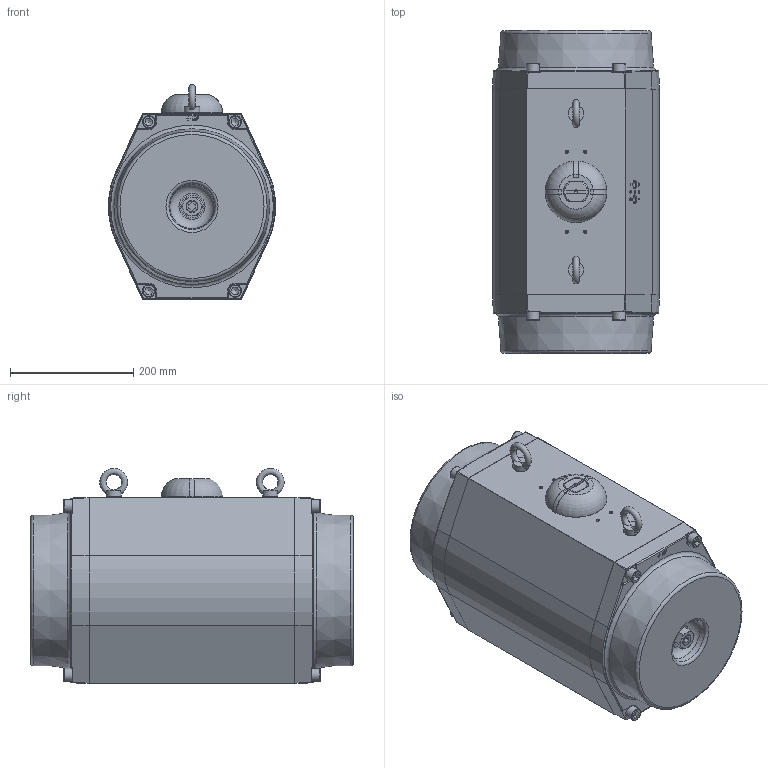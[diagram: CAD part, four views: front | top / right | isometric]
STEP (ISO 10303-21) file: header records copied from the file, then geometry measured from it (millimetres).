
FILE_DESCRIPTION(/* description */ ('Unknown'),/* implementation_level */ '2;1');
FILE_NAME(/* name */ 'GTA-253X90',/* time_stamp */ '2018-10-01T11:18:25+02:00',/* author */ ('Unknown'),/* organization */ ('Unknown'),/* preprocessor_version */ 'ST-DEVELOPER v16.7',/* originating_system */ 'DEX',/* authorisation */ $);
FILE_SCHEMA (('AUTOMOTIVE_DESIGN {1 0 10303 214 3 1 1}'));
Length unit declared in the file: millimetre
Products named in the file (1): GTA-253X90
Bounding box: 270.98 x 524 x 348.95 mm (x, y, z)
Surface area: 723214 mm2 (no closed solid volume)
Topology: 0 solids, 39 shells, 470 faces, 1384 edges, 936 vertices
Faces by surface type: plane 193, cylinder 131, cone 70, torus 47, bspline 29
Full cylindrical faces by diameter (mm): 4.134 x9, 4.917 x1, 8.376 x1, 8.5 x1, 10 x1, 11.445 x2, 17.294 x4, 17.5 x2, 21 x8, 22 x2, 25 x2, 37 x2, 50 x1, 63 x1, 75 x1, 79.3 x1
Entity records: 16950 total; most frequent: CARTESIAN_POINT 5092, DIRECTION 2343, ORIENTED_EDGE 2072, EDGE_CURVE 1226, VERTEX_POINT 909, AXIS2_PLACEMENT_3D 882, FACE_BOUND 656, EDGE_LOOP 636
